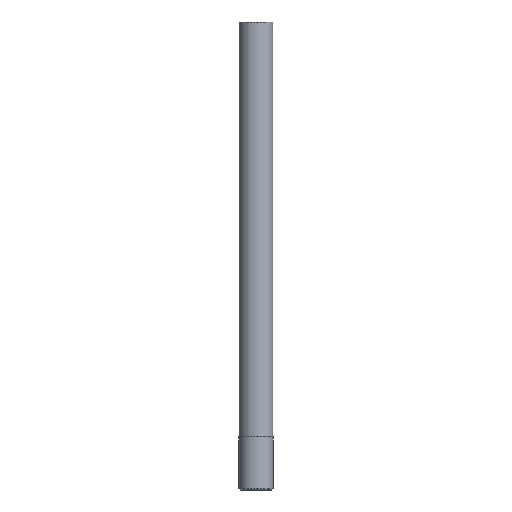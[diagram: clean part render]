
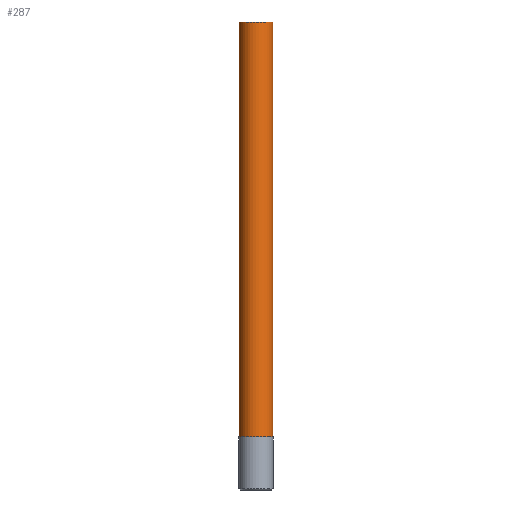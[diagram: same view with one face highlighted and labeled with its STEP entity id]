
A CAD part, front view. The second image highlights one B-rep face of the part: STEP entity #287.
In plain terms, the highlighted cylindrical face has radius 10.85 mm (diameter 21.7 mm), a partial arc.
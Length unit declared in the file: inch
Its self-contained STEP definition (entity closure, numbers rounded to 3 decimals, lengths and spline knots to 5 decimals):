
#18 = CARTESIAN_POINT ( 'NONE',  ( -0.42717, 0., 11.81102 ) ) ;
#24 = DIRECTION ( 'NONE',  ( -1., 0., 0. ) ) ;
#39 = CARTESIAN_POINT ( 'NONE',  ( 0., 0., 1.33858 ) ) ;
#62 = AXIS2_PLACEMENT_3D ( 'NONE', #39, #281, #940 ) ;
#67 = ORIENTED_EDGE ( 'NONE', *, *, #348, .T. ) ;
#78 = LINE ( 'NONE', #1035, #127 ) ;
#98 = FACE_OUTER_BOUND ( 'NONE', #208, .T. ) ;
#127 = VECTOR ( 'NONE', #531, 39.37008 ) ;
#197 = LINE ( 'NONE', #284, #727 ) ;
#206 = DIRECTION ( 'NONE',  ( 0., 0., -1. ) ) ;
#208 = EDGE_LOOP ( 'NONE', ( #909, #656, #67, #303 ) ) ;
#222 = CYLINDRICAL_SURFACE ( 'NONE', #301, 0.42717 ) ;
#229 = VERTEX_POINT ( 'NONE', #619 ) ;
#247 = DIRECTION ( 'NONE',  ( 0., 0., -1. ) ) ;
#257 = CARTESIAN_POINT ( 'NONE',  ( 0.42717, 0., 1.33858 ) ) ;
#268 = CIRCLE ( 'NONE', #62, 0.42717 ) ;
#281 = DIRECTION ( 'NONE',  ( 0., 0., 1. ) ) ;
#284 = CARTESIAN_POINT ( 'NONE',  ( -0.42717, 0., 11.81102 ) ) ;
#287 = ADVANCED_FACE ( 'NONE', ( #98 ), #222, .T. ) ;
#301 = AXIS2_PLACEMENT_3D ( 'NONE', #879, #247, #1077 ) ;
#303 = ORIENTED_EDGE ( 'NONE', *, *, #384, .T. ) ;
#348 = EDGE_CURVE ( 'NONE', #918, #229, #197, .T. ) ;
#384 = EDGE_CURVE ( 'NONE', #229, #752, #268, .T. ) ;
#443 = VERTEX_POINT ( 'NONE', #944 ) ;
#456 = EDGE_CURVE ( 'NONE', #443, #752, #78, .T. ) ;
#519 = EDGE_CURVE ( 'NONE', #443, #918, #622, .T. ) ;
#524 = CARTESIAN_POINT ( 'NONE',  ( 0., 0., 11.81102 ) ) ;
#531 = DIRECTION ( 'NONE',  ( 0., 0., -1. ) ) ;
#619 = CARTESIAN_POINT ( 'NONE',  ( -0.42717, 0., 1.33858 ) ) ;
#622 = CIRCLE ( 'NONE', #684, 0.42717 ) ;
#656 = ORIENTED_EDGE ( 'NONE', *, *, #519, .T. ) ;
#684 = AXIS2_PLACEMENT_3D ( 'NONE', #524, #1018, #24 ) ;
#727 = VECTOR ( 'NONE', #206, 39.37008 ) ;
#752 = VERTEX_POINT ( 'NONE', #257 ) ;
#879 = CARTESIAN_POINT ( 'NONE',  ( 0., 0., 11.81102 ) ) ;
#909 = ORIENTED_EDGE ( 'NONE', *, *, #456, .F. ) ;
#918 = VERTEX_POINT ( 'NONE', #18 ) ;
#940 = DIRECTION ( 'NONE',  ( -1., 0., 0. ) ) ;
#944 = CARTESIAN_POINT ( 'NONE',  ( 0.42717, 0., 11.81102 ) ) ;
#1018 = DIRECTION ( 'NONE',  ( 0., 0., -1. ) ) ;
#1035 = CARTESIAN_POINT ( 'NONE',  ( 0.42717, 0., 11.81102 ) ) ;
#1077 = DIRECTION ( 'NONE',  ( -1., 0., 0. ) ) ;
